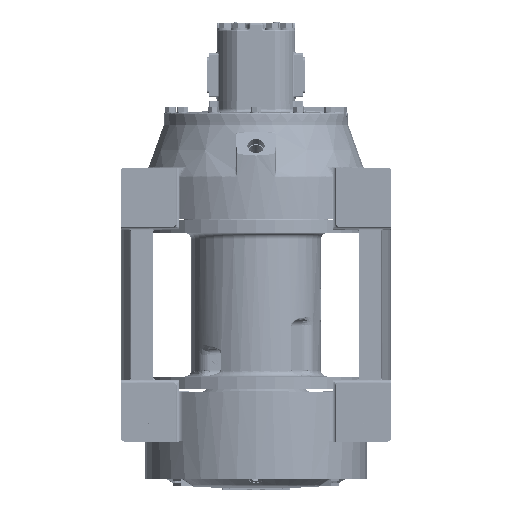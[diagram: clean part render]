
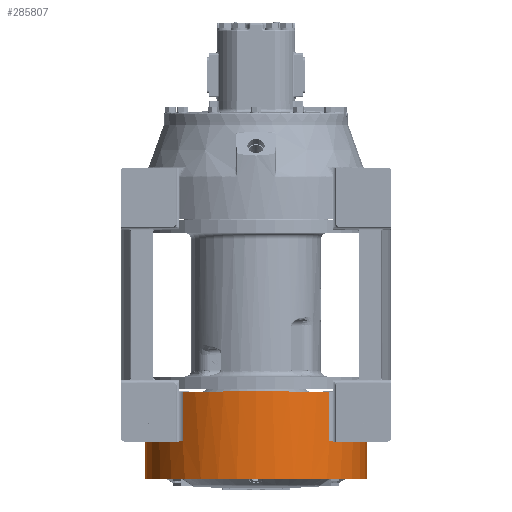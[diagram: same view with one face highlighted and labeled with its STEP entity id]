
A CAD part, front view. The second image highlights one B-rep face of the part: STEP entity #285807.
In plain terms, the highlighted cylindrical face has radius 215.9 mm (diameter 431.799 mm), a partial arc.
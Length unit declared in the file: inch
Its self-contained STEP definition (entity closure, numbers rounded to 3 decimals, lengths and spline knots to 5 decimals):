
#284598=CARTESIAN_POINT('',(0.,0.,-20.765));
#284599=DIRECTION('',(0.,0.,1.));
#284600=DIRECTION('',(-0.661,-0.75,0.));
#284601=AXIS2_PLACEMENT_3D('',#284598,#284599,#284600);
#284684=DIRECTION('',(0.,0.,1.));
#284685=VECTOR('',#284684,3.75);
#284686=CARTESIAN_POINT('',(-5.6222,-6.375,-24.515));
#284687=LINE('',#284686,#284685);
#284692=DIRECTION('',(0.,0.,-1.));
#284693=VECTOR('',#284692,2.915);
#284694=CARTESIAN_POINT('',(-8.49999,0.,-24.515));
#284695=LINE('',#284694,#284693);
#284696=DIRECTION('',(0.,0.,-1.));
#284697=VECTOR('',#284696,0.125);
#284698=CARTESIAN_POINT('',(-2.5,-8.12403,-20.64));
#284699=LINE('',#284698,#284697);
#284700=DIRECTION('',(0.,0.,1.));
#284701=VECTOR('',#284700,0.125);
#284702=CARTESIAN_POINT('',(2.5,-8.12403,-20.765));
#284703=LINE('',#284702,#284701);
#284704=DIRECTION('',(0.,0.,1.));
#284705=VECTOR('',#284704,2.915);
#284706=CARTESIAN_POINT('',(8.49999,0.,-27.43));
#284707=LINE('',#284706,#284705);
#284713=CARTESIAN_POINT('',(0.,0.,-27.43));
#284714=DIRECTION('',(0.,0.,-1.));
#284715=DIRECTION('',(1.,0.,0.));
#284716=AXIS2_PLACEMENT_3D('',#284713,#284714,#284715);
#284766=CARTESIAN_POINT('',(0.,0.,-24.515));
#284767=DIRECTION('',(0.,0.,1.));
#284768=DIRECTION('',(0.661,-0.75,0.));
#284769=AXIS2_PLACEMENT_3D('',#284766,#284767,#284768);
#284801=CARTESIAN_POINT('',(0.,0.,-20.765));
#284802=DIRECTION('',(0.,0.,1.));
#284803=DIRECTION('',(0.294,-0.956,0.));
#284804=AXIS2_PLACEMENT_3D('',#284801,#284802,#284803);
#284898=DIRECTION('',(0.,0.,-1.));
#284899=VECTOR('',#284898,3.75);
#284900=CARTESIAN_POINT('',(5.6222,-6.375,-20.765));
#284901=LINE('',#284900,#284899);
#284906=CARTESIAN_POINT('',(0.,0.,-20.64));
#284907=DIRECTION('',(0.,0.,1.));
#284908=DIRECTION('',(-0.294,-0.956,0.));
#284909=AXIS2_PLACEMENT_3D('',#284906,#284907,#284908);
#285011=CARTESIAN_POINT('',(0.,0.,-24.515));
#285012=DIRECTION('',(0.,0.,1.));
#285013=DIRECTION('',(-1.,0.,0.));
#285014=AXIS2_PLACEMENT_3D('',#285011,#285012,#285013);
#285415=CARTESIAN_POINT('',(-8.49999,0.,-27.43));
#285416=CARTESIAN_POINT('',(8.49999,0.,
-27.43));
#285417=VERTEX_POINT('',#285415);
#285418=VERTEX_POINT('',#285416);
#285437=CARTESIAN_POINT('',(-8.49999,0.,-24.515));
#285438=VERTEX_POINT('',#285437);
#285453=CARTESIAN_POINT('',(8.49999,0.,-24.515));
#285454=VERTEX_POINT('',#285453);
#285467=CARTESIAN_POINT('',(5.6222,-6.375,-20.765));
#285468=VERTEX_POINT('',#285467);
#285477=CARTESIAN_POINT('',(-5.6222,-6.375,-24.515));
#285478=VERTEX_POINT('',#285477);
#285491=CARTESIAN_POINT('',(5.6222,-6.375,-24.515));
#285492=VERTEX_POINT('',#285491);
#285497=CARTESIAN_POINT('',(-5.6222,-6.375,-20.765));
#285498=VERTEX_POINT('',#285497);
#285503=CARTESIAN_POINT('',(2.5,-8.12403,-20.765));
#285504=VERTEX_POINT('',#285503);
#285505=CARTESIAN_POINT('',(-2.5,-8.12403,-20.765));
#285506=VERTEX_POINT('',#285505);
#285507=CARTESIAN_POINT('',(-2.5,-8.12403,-20.64));
#285508=VERTEX_POINT('',#285507);
#285509=CARTESIAN_POINT('',(2.5,-8.12403,-20.64));
#285510=VERTEX_POINT('',#285509);
#285778=CARTESIAN_POINT('',(0.,0.,-21.));
#285779=DIRECTION('',(0.,0.,1.));
#285780=DIRECTION('',(1.,0.,0.));
#285781=AXIS2_PLACEMENT_3D('',#285778,#285779,#285780);
#285782=CYLINDRICAL_SURFACE('',#285781,8.49999);
#285784=ORIENTED_EDGE('',*,*,#285783,.T.);
#285786=ORIENTED_EDGE('',*,*,#285785,.F.);
#285788=ORIENTED_EDGE('',*,*,#285787,.T.);
#285789=ORIENTED_EDGE('',*,*,#285763,.T.);
#285790=ORIENTED_EDGE('',*,*,#285663,.T.);
#285792=ORIENTED_EDGE('',*,*,#285791,.F.);
#285794=ORIENTED_EDGE('',*,*,#285793,.T.);
#285796=ORIENTED_EDGE('',*,*,#285795,.F.);
#285798=ORIENTED_EDGE('',*,*,#285797,.T.);
#285800=ORIENTED_EDGE('',*,*,#285799,.T.);
#285802=ORIENTED_EDGE('',*,*,#285801,.T.);
#285804=ORIENTED_EDGE('',*,*,#285803,.F.);
#285805=EDGE_LOOP('',(#285784,#285786,#285788,#285789,#285790,#285792,#285794,
#285796,#285798,#285800,#285802,#285804));
#285806=FACE_OUTER_BOUND('',#285805,.F.);
#284602=CIRCLE('',#284601,8.49999);
#284717=CIRCLE('',#284716,8.49999);
#284770=CIRCLE('',#284769,8.49999);
#284805=CIRCLE('',#284804,8.49999);
#284910=CIRCLE('',#284909,8.49999);
#285015=CIRCLE('',#285014,8.49999);
#285663=EDGE_CURVE('',#285498,#285506,#284602,.T.);
#285763=EDGE_CURVE('',#285478,#285498,#284687,.T.);
#285783=EDGE_CURVE('',#285418,#285417,#284717,.T.);
#285785=EDGE_CURVE('',#285438,#285417,#284695,.T.);
#285787=EDGE_CURVE('',#285438,#285478,#285015,.T.);
#285791=EDGE_CURVE('',#285508,#285506,#284699,.T.);
#285793=EDGE_CURVE('',#285508,#285510,#284910,.T.);
#285795=EDGE_CURVE('',#285504,#285510,#284703,.T.);
#285797=EDGE_CURVE('',#285504,#285468,#284805,.T.);
#285799=EDGE_CURVE('',#285468,#285492,#284901,.T.);
#285801=EDGE_CURVE('',#285492,#285454,#284770,.T.);
#285803=EDGE_CURVE('',#285418,#285454,#284707,.T.);
#285807=ADVANCED_FACE('',(#285806),#285782,.T.);
